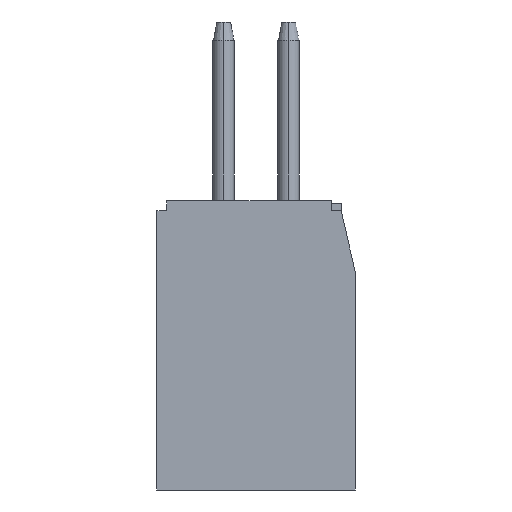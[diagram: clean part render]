
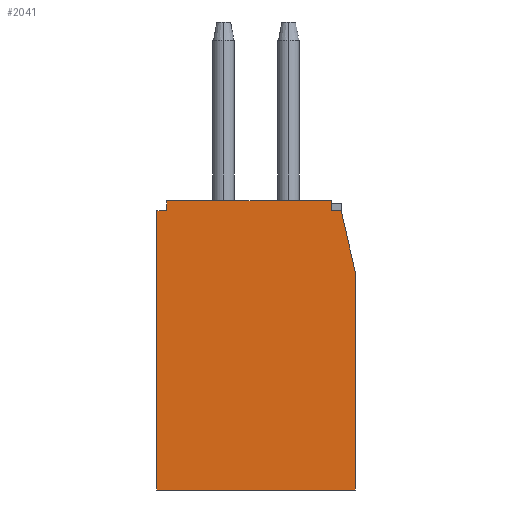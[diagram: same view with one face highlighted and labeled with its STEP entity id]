
A CAD part, left-side view. The second image highlights one B-rep face of the part: STEP entity #2041.
In plain terms, the highlighted planar face has unit normal (-1, 0, 0).
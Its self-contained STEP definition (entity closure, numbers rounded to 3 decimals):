
#85 = CARTESIAN_POINT ( 'NONE',  ( -7.3, -3.05, 8.9 ) ) ;
#362 = DIRECTION ( 'NONE',  ( 0., 0., -1. ) ) ;
#379 = LINE ( 'NONE', #4229, #2634 ) ;
#692 = ORIENTED_EDGE ( 'NONE', *, *, #8652, .T. ) ;
#996 = VECTOR ( 'NONE', #1895, 1000. ) ;
#1132 = VECTOR ( 'NONE', #8802, 1000. ) ;
#1161 = CARTESIAN_POINT ( 'NONE',  ( -7.3, 2.75, 8.6 ) ) ;
#1527 = LINE ( 'NONE', #4423, #996 ) ;
#1589 = VERTEX_POINT ( 'NONE', #6416 ) ;
#1605 = CARTESIAN_POINT ( 'NONE',  ( -7.3, 2.75, 8.9 ) ) ;
#1768 = EDGE_CURVE ( 'NONE', #11019, #11728, #5899, .T. ) ;
#1895 = DIRECTION ( 'NONE',  ( 0., 1., 0. ) ) ;
#2041 = ADVANCED_FACE ( 'NONE', ( #8484 ), #8354, .F. ) ;
#2174 = DIRECTION ( 'NONE',  ( 0., 0., -1. ) ) ;
#2176 = EDGE_CURVE ( 'NONE', #11019, #9781, #7316, .T. ) ;
#2272 = ORIENTED_EDGE ( 'NONE', *, *, #5160, .T. ) ;
#2351 = ORIENTED_EDGE ( 'NONE', *, *, #2176, .T. ) ;
#2364 = CARTESIAN_POINT ( 'NONE',  ( -7.3, -3.05, 0. ) ) ;
#2523 = AXIS2_PLACEMENT_3D ( 'NONE', #7543, #2617, #2742 ) ;
#2548 = VECTOR ( 'NONE', #3410, 1000. ) ;
#2566 = VECTOR ( 'NONE', #2174, 1000. ) ;
#2617 = DIRECTION ( 'NONE',  ( 1., 0., 0. ) ) ;
#2634 = VECTOR ( 'NONE', #9162, 1000. ) ;
#2636 = EDGE_LOOP ( 'NONE', ( #2351, #692, #2272, #8080, #9805, #8747, #8400, #4261, #6612 ) ) ;
#2742 = DIRECTION ( 'NONE',  ( 0., 0., -1. ) ) ;
#3366 = CARTESIAN_POINT ( 'NONE',  ( -7.3, 3.05, 8.9 ) ) ;
#3410 = DIRECTION ( 'NONE',  ( 0., 0., 1. ) ) ;
#3473 = LINE ( 'NONE', #12217, #2548 ) ;
#3516 = VERTEX_POINT ( 'NONE', #10374 ) ;
#4173 = DIRECTION ( 'NONE',  ( 0., 0., -1. ) ) ;
#4229 = CARTESIAN_POINT ( 'NONE',  ( -7.3, -3.05, 6.729 ) ) ;
#4261 = ORIENTED_EDGE ( 'NONE', *, *, #7341, .T. ) ;
#4264 = CARTESIAN_POINT ( 'NONE',  ( -7.3, -3.05, 8.6 ) ) ;
#4423 = CARTESIAN_POINT ( 'NONE',  ( -7.3, -3.05, 8.6 ) ) ;
#5160 = EDGE_CURVE ( 'NONE', #10212, #3516, #9474, .T. ) ;
#5259 = DIRECTION ( 'NONE',  ( 0., -1., 0. ) ) ;
#5270 = DIRECTION ( 'NONE',  ( 0., 1., 0. ) ) ;
#5899 = LINE ( 'NONE', #85, #1132 ) ;
#6416 = CARTESIAN_POINT ( 'NONE',  ( -7.3, -2.619, 8.6 ) ) ;
#6612 = ORIENTED_EDGE ( 'NONE', *, *, #1768, .F. ) ;
#6727 = CARTESIAN_POINT ( 'NONE',  ( -7.3, -2.319, 8.6 ) ) ;
#6926 = CARTESIAN_POINT ( 'NONE',  ( -7.3, -3.05, 8.9 ) ) ;
#7172 = CARTESIAN_POINT ( 'NONE',  ( -7.3, -3.05, 0. ) ) ;
#7316 = LINE ( 'NONE', #11189, #9881 ) ;
#7341 = EDGE_CURVE ( 'NONE', #8303, #11728, #3473, .T. ) ;
#7372 = VECTOR ( 'NONE', #362, 1000. ) ;
#7543 = CARTESIAN_POINT ( 'NONE',  ( -7.3, -3.05, 8.9 ) ) ;
#7728 = EDGE_CURVE ( 'NONE', #10849, #10592, #10988, .T. ) ;
#7761 = LINE ( 'NONE', #4264, #8081 ) ;
#7992 = VECTOR ( 'NONE', #5259, 1000. ) ;
#8080 = ORIENTED_EDGE ( 'NONE', *, *, #12251, .T. ) ;
#8081 = VECTOR ( 'NONE', #5270, 1000. ) ;
#8303 = VERTEX_POINT ( 'NONE', #6727 ) ;
#8354 = PLANE ( 'NONE',  #2523 ) ;
#8400 = ORIENTED_EDGE ( 'NONE', *, *, #10602, .T. ) ;
#8484 = FACE_OUTER_BOUND ( 'NONE', #2636, .T. ) ;
#8652 = EDGE_CURVE ( 'NONE', #9781, #10212, #1527, .T. ) ;
#8747 = ORIENTED_EDGE ( 'NONE', *, *, #10210, .F. ) ;
#8802 = DIRECTION ( 'NONE',  ( 0., -1., 0. ) ) ;
#9162 = DIRECTION ( 'NONE',  ( 0., -0.224, -0.974 ) ) ;
#9474 = LINE ( 'NONE', #3366, #2566 ) ;
#9518 = CARTESIAN_POINT ( 'NONE',  ( -7.3, -3.05, 6.729 ) ) ;
#9781 = VERTEX_POINT ( 'NONE', #1161 ) ;
#9805 = ORIENTED_EDGE ( 'NONE', *, *, #7728, .F. ) ;
#9881 = VECTOR ( 'NONE', #4173, 1000. ) ;
#10210 = EDGE_CURVE ( 'NONE', #1589, #10849, #379, .T. ) ;
#10212 = VERTEX_POINT ( 'NONE', #12098 ) ;
#10295 = CARTESIAN_POINT ( 'NONE',  ( -7.3, -2.319, 8.9 ) ) ;
#10374 = CARTESIAN_POINT ( 'NONE',  ( -7.3, 3.05, 0. ) ) ;
#10592 = VERTEX_POINT ( 'NONE', #7172 ) ;
#10602 = EDGE_CURVE ( 'NONE', #1589, #8303, #7761, .T. ) ;
#10849 = VERTEX_POINT ( 'NONE', #9518 ) ;
#10988 = LINE ( 'NONE', #6926, #7372 ) ;
#11019 = VERTEX_POINT ( 'NONE', #1605 ) ;
#11029 = LINE ( 'NONE', #2364, #7992 ) ;
#11189 = CARTESIAN_POINT ( 'NONE',  ( -7.3, 2.75, 8.9 ) ) ;
#11728 = VERTEX_POINT ( 'NONE', #10295 ) ;
#12098 = CARTESIAN_POINT ( 'NONE',  ( -7.3, 3.05, 8.6 ) ) ;
#12217 = CARTESIAN_POINT ( 'NONE',  ( -7.3, -2.319, 8.9 ) ) ;
#12251 = EDGE_CURVE ( 'NONE', #3516, #10592, #11029, .T. ) ;
